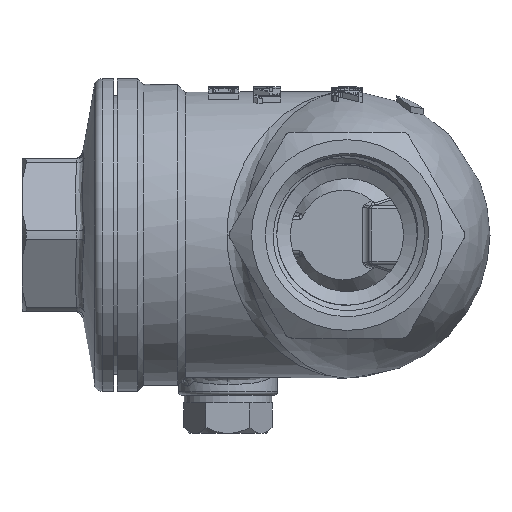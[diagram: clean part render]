
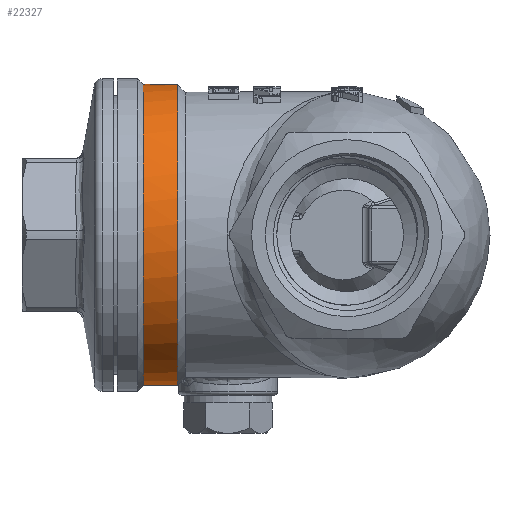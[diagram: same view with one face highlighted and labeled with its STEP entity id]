
A CAD part, left-side view. The second image highlights one B-rep face of the part: STEP entity #22327.
In plain terms, the highlighted cylindrical face has radius 19.75 mm (diameter 39.5 mm), a full revolution.
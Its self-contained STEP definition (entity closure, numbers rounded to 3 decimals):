
#16067=CARTESIAN_POINT('',(14.278,22.2,-13.645));
#16068=VERTEX_POINT('',#16067);
#16104=CARTESIAN_POINT('',(5.32,22.2,-19.02));
#16105=VERTEX_POINT('',#16104);
#16106=CARTESIAN_POINT('',(0.0,22.2,0.0));
#16107=DIRECTION('',(0.0,-1.0,0.0));
#16108=DIRECTION('',(-1.0,0.0,0.0));
#16109=AXIS2_PLACEMENT_3D('',#16106,#16107,#16108);
#16110=CIRCLE('',#16109,19.75);
#16111=EDGE_CURVE('',#16068,#16105,#16110,.T.);
#22257=CARTESIAN_POINT('',(19.75,26.7,0.0));
#22258=VERTEX_POINT('',#22257);
#22259=CARTESIAN_POINT('',(0.0,26.7,0.0));
#22260=DIRECTION('',(0.0,1.0,0.0));
#22261=DIRECTION('',(-1.0,0.0,0.0));
#22262=AXIS2_PLACEMENT_3D('',#22259,#22260,#22261);
#22263=CIRCLE('',#22262,19.75);
#22264=EDGE_CURVE('',#22258,#22258,#22263,.T.);
#22272=CARTESIAN_POINT('',(0.0,0.0,0.0));
#22273=DIRECTION('',(0.0,-1.0,0.0));
#22274=DIRECTION('',(-1.0,0.0,0.0));
#22275=AXIS2_PLACEMENT_3D('',#22272,#22273,#22274);
#22276=CYLINDRICAL_SURFACE('',#22275,19.75);
#22277=ORIENTED_EDGE('',*,*,#22264,.F.);
#22278=EDGE_LOOP('',(#22277));
#22279=FACE_OUTER_BOUND('',#22278,.T.);
#22280=ORIENTED_EDGE('',*,*,#16111,.F.);
#22281=CARTESIAN_POINT('',(13.051,22.2,-14.823));
#22282=VERTEX_POINT('',#22281);
#22283=CARTESIAN_POINT('',(0.0,22.2,0.0));
#22284=DIRECTION('',(0.0,-1.0,0.0));
#22285=DIRECTION('',(0.661,0.0,-0.751));
#22286=AXIS2_PLACEMENT_3D('',#22283,#22284,#22285);
#22287=CIRCLE('',#22286,19.75);
#22288=EDGE_CURVE('',#22282,#16068,#22287,.T.);
#22289=ORIENTED_EDGE('',*,*,#22288,.F.);
#22290=CARTESIAN_POINT('',(6.27,22.2,-18.728));
#22291=VERTEX_POINT('',#22290);
#22292=CARTESIAN_POINT('',(6.27,22.2,-18.728));
#22293=CARTESIAN_POINT('',(6.599,22.386,-18.618));
#22294=CARTESIAN_POINT('',(6.939,22.544,-18.495));
#22295=CARTESIAN_POINT('',(7.29,22.674,-18.355));
#22296=CARTESIAN_POINT('',(7.641,22.804,-18.216));
#22297=CARTESIAN_POINT('',(8.002,22.905,-18.061));
#22298=CARTESIAN_POINT('',(8.372,22.977,-17.888));
#22299=CARTESIAN_POINT('',(8.742,23.048,-17.715));
#22300=CARTESIAN_POINT('',(9.12,23.089,-17.524));
#22301=CARTESIAN_POINT('',(9.505,23.098,-17.312));
#22302=CARTESIAN_POINT('',(9.891,23.107,-17.101));
#22303=CARTESIAN_POINT('',(10.283,23.083,-16.868));
#22304=CARTESIAN_POINT('',(10.679,23.023,-16.614));
#22305=CARTESIAN_POINT('',(11.075,22.963,-16.36));
#22306=CARTESIAN_POINT('',(11.473,22.867,-16.083));
#22307=CARTESIAN_POINT('',(11.87,22.732,-15.785));
#22308=CARTESIAN_POINT('',(12.267,22.596,-15.486));
#22309=CARTESIAN_POINT('',(12.662,22.421,-15.166));
#22310=CARTESIAN_POINT('',(13.051,22.2,-14.823));
#22311=B_SPLINE_CURVE_WITH_KNOTS('',3,(#22292,#22293,#22294,#22295,#22296,#22297,#22298,#22299,#22300,#22301,#22302,#22303,#22304,#22305,#22306,#22307,#22308,#22309,#22310),.UNSPECIFIED.,.F.,.U.,(4,3,3,3,3,3,4),(0.0,0.167,0.333,0.5,0.667,0.833,1.0),.UNSPECIFIED.);
#22312=EDGE_CURVE('',#22291,#22282,#22311,.T.);
#22313=ORIENTED_EDGE('',*,*,#22312,.F.);
#22314=CARTESIAN_POINT('',(5.32,22.2,-19.02));
#22315=CARTESIAN_POINT('',(5.447,22.2,-18.984));
#22316=CARTESIAN_POINT('',(5.575,22.2,-18.947));
#22317=CARTESIAN_POINT('',(5.966,22.199,-18.829));
#22318=CARTESIAN_POINT('',(6.158,22.2,-18.766));
#22319=CARTESIAN_POINT('',(6.239,22.2,-18.739));
#22320=CARTESIAN_POINT('',(6.247,22.2,-18.736));
#22321=CARTESIAN_POINT('',(6.27,22.2,-18.728));
#22322=B_SPLINE_CURVE_WITH_KNOTS('',3,(#22314,#22315,#22316,#22317,#22318,#22319,#22320,#22321),.UNSPECIFIED.,.F.,.U.,(4,2,2,4),(0.,0.04,0.119,0.138),.UNSPECIFIED.);
#22323=EDGE_CURVE('',#16105,#22291,#22322,.T.);
#22324=ORIENTED_EDGE('',*,*,#22323,.F.);
#22325=EDGE_LOOP('',(#22280,#22289,#22313,#22324));
#22326=FACE_BOUND('',#22325,.T.);
#22327=ADVANCED_FACE('',(#22279,#22326),#22276,.T.);
